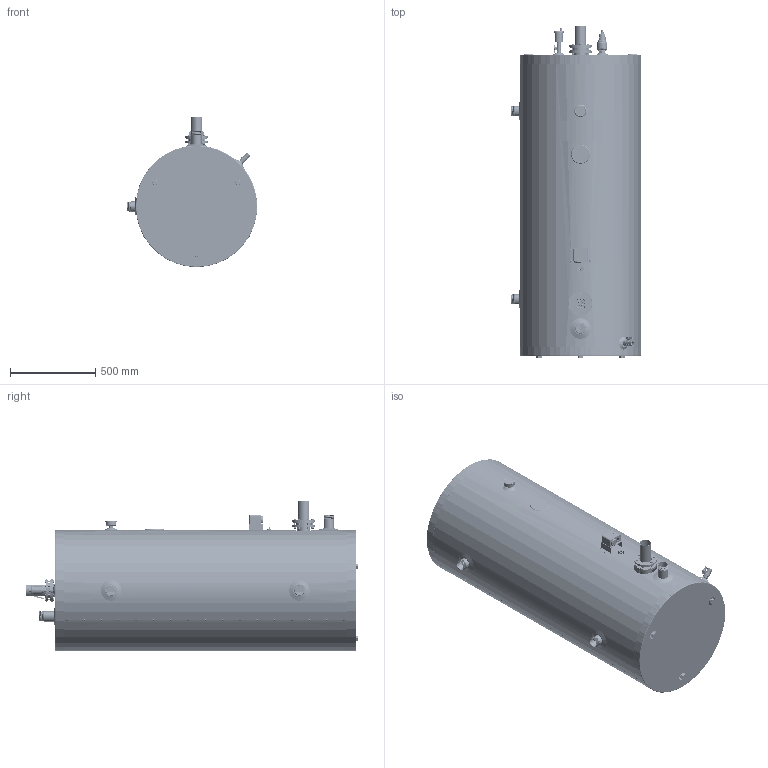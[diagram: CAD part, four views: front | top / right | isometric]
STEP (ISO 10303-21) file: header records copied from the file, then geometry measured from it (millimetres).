
FILE_DESCRIPTION (( 'STEP AP214' ), '1' );
FILE_NAME ('TURBOMAX 120-9A-200.STEP', '2023-03-20T13:23:05', ( '' ), ( '' ), 'SwSTEP 2.0', 'SolidWorks 2023', '' );
FILE_SCHEMA (( 'AUTOMOTIVE_DESIGN' ));
Length unit declared in the file: inch
Products named in the file (1): TURBOMAX 120-9A-200
Bounding box: 765.39 x 1947.7 x 881.65 mm (x, y, z)
Volume: 7232940.9 mm3; surface area: 11412526.3 mm2
Topology: 130 solids, 130 shells, 3692 faces, 7989 edges, 4686 vertices
Faces by surface type: cone 1134, plane 978, cylinder 949, bspline 290, torus 267, sphere 74
Full cylindrical faces by diameter (mm): 1.587 x56, 1.588 x12, 2.381 x4, 3.566 x66, 3.572 x2, 3.969 x1, 4.039 x2, 4.762 x4, 4.763 x34, 4.826 x6, 5.556 x34, 5.588 x2, 5.613 x4, 6.35 x2, 6.528 x12, 6.858 x1, 7.62 x2, 7.938 x192, 7.991 x1, 8 x1, 8.092 x2, 8.731 x24, 9.271 x1, 9.474 x6, 9.525 x2, 9.906 x1, 11.074 x1, 11.112 x11, 11.113 x14, 12.065 x1
Entity records: 229489 total; most frequent: CARTESIAN_POINT 109856, DIRECTION 14424, ORIENTED_EDGE 11754, AXIS2_PLACEMENT_3D 6460, EDGE_LOOP 6127, EDGE_CURVE 5877, FACE_OUTER_BOUND 4718, VERTEX_POINT 4446
